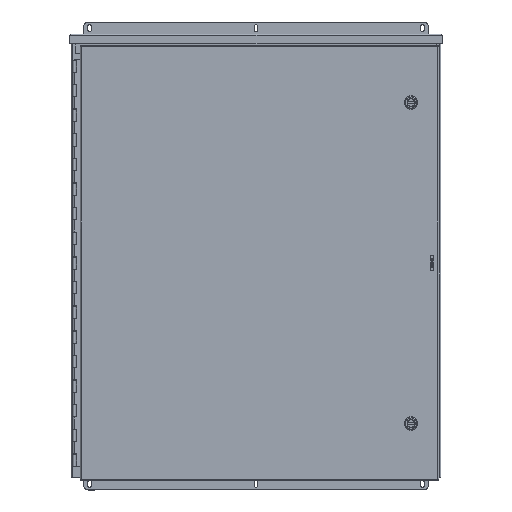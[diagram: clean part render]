
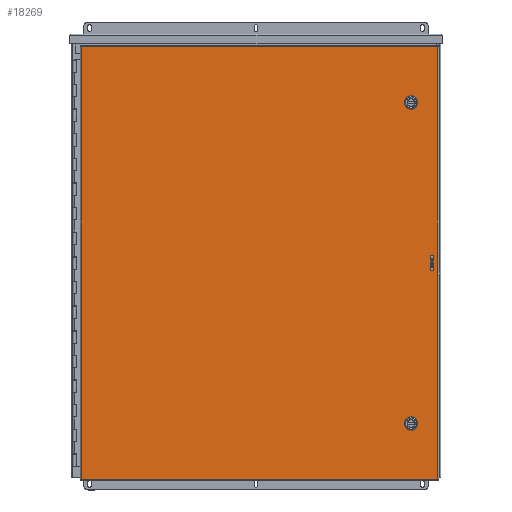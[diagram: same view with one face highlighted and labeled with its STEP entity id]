
A CAD part, top view. The second image highlights one B-rep face of the part: STEP entity #18269.
In plain terms, the highlighted planar face has unit normal (0, 0, 1).
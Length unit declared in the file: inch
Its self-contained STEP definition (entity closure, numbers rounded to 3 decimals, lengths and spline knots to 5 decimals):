
#782=FACE_BOUND('',#2861,.T.);
#783=FACE_BOUND('',#2862,.T.);
#784=FACE_BOUND('',#2863,.T.);
#934=CIRCLE('',#19339,0.453);
#936=CIRCLE('',#19343,0.453);
#938=CIRCLE('',#19347,0.453);
#940=CIRCLE('',#19351,0.453);
#942=CIRCLE('',#19380,0.453);
#944=CIRCLE('',#19384,0.453);
#946=CIRCLE('',#19388,0.453);
#948=CIRCLE('',#19392,0.453);
#949=CIRCLE('',#19399,0.125);
#951=CIRCLE('',#19402,0.125);
#1789=FACE_OUTER_BOUND('',#2860,.T.);
#2860=EDGE_LOOP('',(#12410,#12411,#12412,#12413));
#2861=EDGE_LOOP('',(#12414,#12415,#12416,#12417,#12418,#12419,#12420,#12421));
#2862=EDGE_LOOP('',(#12422,#12423,#12424,#12425,#12426,#12427,#12428,#12429));
#2863=EDGE_LOOP('',(#12430,#12431,#12432,#12433));
#4031=LINE('',#26965,#5761);
#4035=LINE('',#26977,#5765);
#4039=LINE('',#26989,#5769);
#4043=LINE('',#26999,#5773);
#4093=LINE('',#27319,#5823);
#4110=LINE('',#27531,#5840);
#4114=LINE('',#27545,#5844);
#4118=LINE('',#27557,#5848);
#4122=LINE('',#27569,#5852);
#4126=LINE('',#27579,#5856);
#4130=LINE('',#27590,#5860);
#4136=LINE('',#27608,#5866);
#4138=LINE('',#27612,#5868);
#4139=LINE('',#27615,#5869);
#5761=VECTOR('',#21649,0.42712);
#5765=VECTOR('',#21661,0.42712);
#5769=VECTOR('',#21673,0.42712);
#5773=VECTOR('',#21685,0.42712);
#5823=VECTOR('',#21769,35.102);
#5840=VECTOR('',#21802,35.102);
#5844=VECTOR('',#21814,0.42712);
#5848=VECTOR('',#21826,0.42712);
#5852=VECTOR('',#21838,0.42712);
#5856=VECTOR('',#21850,0.42712);
#5860=VECTOR('',#21862,1.);
#5866=VECTOR('',#21882,1.);
#5868=VECTOR('',#21888,28.9145);
#5869=VECTOR('',#21893,28.9145);
#7418=VERTEX_POINT('',#26956);
#7419=VERTEX_POINT('',#26958);
#7421=VERTEX_POINT('',#26964);
#7423=VERTEX_POINT('',#26970);
#7425=VERTEX_POINT('',#26976);
#7427=VERTEX_POINT('',#26982);
#7429=VERTEX_POINT('',#26988);
#7431=VERTEX_POINT('',#26994);
#7444=VERTEX_POINT('',#27096);
#7460=VERTEX_POINT('',#27214);
#7475=VERTEX_POINT('',#27318);
#7483=VERTEX_POINT('',#27467);
#7486=VERTEX_POINT('',#27536);
#7487=VERTEX_POINT('',#27538);
#7489=VERTEX_POINT('',#27544);
#7491=VERTEX_POINT('',#27550);
#7493=VERTEX_POINT('',#27556);
#7495=VERTEX_POINT('',#27562);
#7497=VERTEX_POINT('',#27568);
#7499=VERTEX_POINT('',#27574);
#7500=VERTEX_POINT('',#27586);
#7502=VERTEX_POINT('',#27589);
#7504=VERTEX_POINT('',#27595);
#7506=VERTEX_POINT('',#27601);
#9194=EDGE_CURVE('',#7419,#7418,#934,.T.);
#9197=EDGE_CURVE('',#7421,#7419,#4031,.T.);
#9200=EDGE_CURVE('',#7423,#7421,#936,.T.);
#9203=EDGE_CURVE('',#7425,#7423,#4035,.T.);
#9206=EDGE_CURVE('',#7427,#7425,#938,.T.);
#9209=EDGE_CURVE('',#7429,#7427,#4039,.T.);
#9212=EDGE_CURVE('',#7431,#7429,#940,.T.);
#9215=EDGE_CURVE('',#7418,#7431,#4043,.T.);
#9280=EDGE_CURVE('',#7475,#7460,#4093,.T.);
#9306=EDGE_CURVE('',#7444,#7483,#4110,.T.);
#9309=EDGE_CURVE('',#7487,#7486,#942,.T.);
#9312=EDGE_CURVE('',#7489,#7487,#4114,.T.);
#9315=EDGE_CURVE('',#7491,#7489,#944,.T.);
#9318=EDGE_CURVE('',#7493,#7491,#4118,.T.);
#9321=EDGE_CURVE('',#7495,#7493,#946,.T.);
#9324=EDGE_CURVE('',#7497,#7495,#4122,.T.);
#9327=EDGE_CURVE('',#7499,#7497,#948,.T.);
#9330=EDGE_CURVE('',#7486,#7499,#4126,.T.);
#9334=EDGE_CURVE('',#7502,#7500,#4130,.T.);
#9337=EDGE_CURVE('',#7504,#7500,#949,.T.);
#9340=EDGE_CURVE('',#7502,#7506,#951,.T.);
#9344=EDGE_CURVE('',#7504,#7506,#4136,.T.);
#9346=EDGE_CURVE('',#7460,#7444,#4138,.T.);
#9347=EDGE_CURVE('',#7483,#7475,#4139,.T.);
#12410=ORIENTED_EDGE('',*,*,#9306,.T.);
#12411=ORIENTED_EDGE('',*,*,#9347,.T.);
#12412=ORIENTED_EDGE('',*,*,#9280,.T.);
#12413=ORIENTED_EDGE('',*,*,#9346,.T.);
#12414=ORIENTED_EDGE('',*,*,#9194,.T.);
#12415=ORIENTED_EDGE('',*,*,#9215,.T.);
#12416=ORIENTED_EDGE('',*,*,#9212,.T.);
#12417=ORIENTED_EDGE('',*,*,#9209,.T.);
#12418=ORIENTED_EDGE('',*,*,#9206,.T.);
#12419=ORIENTED_EDGE('',*,*,#9203,.T.);
#12420=ORIENTED_EDGE('',*,*,#9200,.T.);
#12421=ORIENTED_EDGE('',*,*,#9197,.T.);
#12422=ORIENTED_EDGE('',*,*,#9309,.T.);
#12423=ORIENTED_EDGE('',*,*,#9330,.T.);
#12424=ORIENTED_EDGE('',*,*,#9327,.T.);
#12425=ORIENTED_EDGE('',*,*,#9324,.T.);
#12426=ORIENTED_EDGE('',*,*,#9321,.T.);
#12427=ORIENTED_EDGE('',*,*,#9318,.T.);
#12428=ORIENTED_EDGE('',*,*,#9315,.T.);
#12429=ORIENTED_EDGE('',*,*,#9312,.T.);
#12430=ORIENTED_EDGE('',*,*,#9334,.T.);
#12431=ORIENTED_EDGE('',*,*,#9337,.F.);
#12432=ORIENTED_EDGE('',*,*,#9344,.T.);
#12433=ORIENTED_EDGE('',*,*,#9340,.F.);
#16622=PLANE('',#19410);
#18269=ADVANCED_FACE('',(#1789,#782,#783,#784),#16622,.T.);
#19339=AXIS2_PLACEMENT_3D('',#26959,#21643,#21644);
#19343=AXIS2_PLACEMENT_3D('',#26971,#21655,#21656);
#19347=AXIS2_PLACEMENT_3D('',#26983,#21667,#21668);
#19351=AXIS2_PLACEMENT_3D('',#26995,#21679,#21680);
#19380=AXIS2_PLACEMENT_3D('',#27539,#21808,#21809);
#19384=AXIS2_PLACEMENT_3D('',#27551,#21820,#21821);
#19388=AXIS2_PLACEMENT_3D('',#27563,#21832,#21833);
#19392=AXIS2_PLACEMENT_3D('',#27575,#21844,#21845);
#19399=AXIS2_PLACEMENT_3D('',#27596,#21867,#21868);
#19402=AXIS2_PLACEMENT_3D('',#27602,#21874,#21875);
#19410=AXIS2_PLACEMENT_3D('',#27617,#21896,#21897);
#21643=DIRECTION('center_axis',(0.,0.,-1.));
#21644=DIRECTION('ref_axis',(0.882,0.471,0.));
#21649=DIRECTION('',(1.,0.,0.));
#21655=DIRECTION('center_axis',(0.,0.,-1.));
#21656=DIRECTION('ref_axis',(-0.471,0.882,0.));
#21661=DIRECTION('',(0.,1.,0.));
#21667=DIRECTION('center_axis',(0.,0.,-1.));
#21668=DIRECTION('ref_axis',(-0.882,-0.471,0.));
#21673=DIRECTION('',(-1.,0.,0.));
#21679=DIRECTION('center_axis',(0.,0.,-1.));
#21680=DIRECTION('ref_axis',(0.471,-0.882,0.));
#21685=DIRECTION('',(0.,-1.,0.));
#21769=DIRECTION('',(0.,-1.,0.));
#21802=DIRECTION('',(0.,1.,0.));
#21808=DIRECTION('center_axis',(0.,0.,-1.));
#21809=DIRECTION('ref_axis',(0.882,0.471,0.));
#21814=DIRECTION('',(1.,0.,0.));
#21820=DIRECTION('center_axis',(0.,0.,-1.));
#21821=DIRECTION('ref_axis',(-0.471,0.882,0.));
#21826=DIRECTION('',(0.,1.,0.));
#21832=DIRECTION('center_axis',(0.,0.,-1.));
#21833=DIRECTION('ref_axis',(-0.882,-0.471,0.));
#21838=DIRECTION('',(-1.,0.,0.));
#21844=DIRECTION('center_axis',(0.,0.,-1.));
#21845=DIRECTION('ref_axis',(0.471,-0.882,0.));
#21850=DIRECTION('',(0.,-1.,0.));
#21862=DIRECTION('',(0.,-1.,0.));
#21867=DIRECTION('center_axis',(0.,0.,1.));
#21868=DIRECTION('ref_axis',(-0.707,-0.707,0.));
#21874=DIRECTION('center_axis',(0.,0.,1.));
#21875=DIRECTION('ref_axis',(0.707,0.707,0.));
#21882=DIRECTION('',(0.,1.,0.));
#21888=DIRECTION('',(1.,0.,0.));
#21893=DIRECTION('',(-1.,0.,0.));
#21896=DIRECTION('center_axis',(0.,0.,1.));
#21897=DIRECTION('ref_axis',(1.,0.,0.));
#26956=CARTESIAN_POINT('',(12.712,13.24481,0.074));
#26958=CARTESIAN_POINT('',(12.52612,13.43075,0.074));
#26959=CARTESIAN_POINT('Origin',(12.31248,13.0313,0.074));
#26964=CARTESIAN_POINT('',(12.099,13.43075,0.074));
#26965=CARTESIAN_POINT('',(6.26306,13.43075,0.074));
#26970=CARTESIAN_POINT('',(11.913,13.24481,0.074));
#26971=CARTESIAN_POINT('Origin',(12.31248,13.0312,0.074));
#26976=CARTESIAN_POINT('',(11.913,12.81769,0.074));
#26977=CARTESIAN_POINT('',(11.913,6.62241,0.074));
#26982=CARTESIAN_POINT('',(12.09894,12.63175,0.074));
#26983=CARTESIAN_POINT('Origin',(12.3125,13.03125,0.074));
#26988=CARTESIAN_POINT('',(12.52606,12.63175,0.074));
#26989=CARTESIAN_POINT('',(6.04947,12.63175,0.074));
#26994=CARTESIAN_POINT('',(12.712,12.81769,0.074));
#26995=CARTESIAN_POINT('Origin',(12.3125,13.03125,0.074));
#26999=CARTESIAN_POINT('',(12.712,6.40884,0.074));
#27096=CARTESIAN_POINT('',(14.45725,-17.551,0.074));
#27214=CARTESIAN_POINT('',(-14.45725,-17.551,0.074));
#27318=CARTESIAN_POINT('',(-14.45725,17.551,0.074));
#27319=CARTESIAN_POINT('',(-14.45725,8.7755,0.074));
#27467=CARTESIAN_POINT('',(14.45725,17.551,0.074));
#27531=CARTESIAN_POINT('',(14.45725,-8.7755,0.074));
#27536=CARTESIAN_POINT('',(12.712,-12.81769,0.074));
#27538=CARTESIAN_POINT('',(12.52612,-12.63175,0.074));
#27539=CARTESIAN_POINT('Origin',(12.31248,-13.0312,0.074));
#27544=CARTESIAN_POINT('',(12.099,-12.63175,0.074));
#27545=CARTESIAN_POINT('',(6.26306,-12.63175,0.074));
#27550=CARTESIAN_POINT('',(11.913,-12.81769,0.074));
#27551=CARTESIAN_POINT('Origin',(12.31248,-13.0313,0.074));
#27556=CARTESIAN_POINT('',(11.913,-13.24481,0.074));
#27557=CARTESIAN_POINT('',(11.913,-6.40884,0.074));
#27562=CARTESIAN_POINT('',(12.09894,-13.43075,0.074));
#27563=CARTESIAN_POINT('Origin',(12.3125,-13.03125,0.074));
#27568=CARTESIAN_POINT('',(12.52606,-13.43075,0.074));
#27569=CARTESIAN_POINT('',(6.04947,-13.43075,0.074));
#27574=CARTESIAN_POINT('',(12.712,-13.24481,0.074));
#27575=CARTESIAN_POINT('Origin',(12.3125,-13.03125,0.074));
#27579=CARTESIAN_POINT('',(12.712,-6.62241,0.074));
#27586=CARTESIAN_POINT('',(14.14063,-0.5,0.074));
#27589=CARTESIAN_POINT('',(14.14063,0.5,0.074));
#27590=CARTESIAN_POINT('',(14.14063,0.3125,0.074));
#27595=CARTESIAN_POINT('',(13.89063,-0.5,0.074));
#27596=CARTESIAN_POINT('Origin',(14.01563,-0.5,0.074));
#27601=CARTESIAN_POINT('',(13.89063,0.5,0.074));
#27602=CARTESIAN_POINT('Origin',(14.01563,0.5,0.074));
#27608=CARTESIAN_POINT('',(13.89063,-0.3125,0.074));
#27612=CARTESIAN_POINT('',(-7.22863,-17.551,0.074));
#27615=CARTESIAN_POINT('',(7.22863,17.551,0.074));
#27617=CARTESIAN_POINT('Origin',(0.,0.,
0.074));
